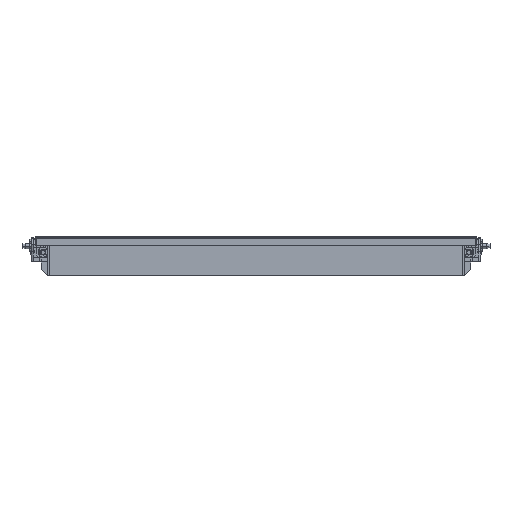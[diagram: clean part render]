
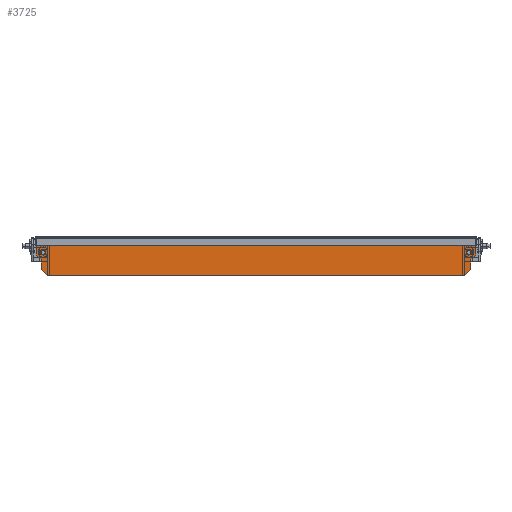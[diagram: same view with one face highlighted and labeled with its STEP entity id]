
A CAD part, front view. The second image highlights one B-rep face of the part: STEP entity #3725.
In plain terms, the highlighted planar face has unit normal (0, -1, 0).
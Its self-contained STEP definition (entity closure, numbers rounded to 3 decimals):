
#3725=ADVANCED_FACE('',(#8778,#8779,#8780),#8781,.T.);
#8778=FACE_BOUND('',#15828,.T.);
#8779=FACE_BOUND('',#15829,.T.);
#8780=FACE_OUTER_BOUND('',#15830,.T.);
#8781=PLANE('',#15831);
#15828=EDGE_LOOP('',(#24245,#24246));
#15829=EDGE_LOOP('',(#24247,#24248));
#15830=EDGE_LOOP('',(#24249,#24250,#24251,#24252,#24253,#24254,#24255,#24256,#24257,#24258));
#15831=AXIS2_PLACEMENT_3D('',#24259,#24260,#24261);
#24245=ORIENTED_EDGE('',*,*,#43328,.T.);
#24246=ORIENTED_EDGE('',*,*,#43398,.T.);
#24247=ORIENTED_EDGE('',*,*,#43323,.T.);
#24248=ORIENTED_EDGE('',*,*,#43402,.T.);
#24249=ORIENTED_EDGE('',*,*,#43408,.T.);
#24250=ORIENTED_EDGE('',*,*,#43414,.T.);
#24251=ORIENTED_EDGE('',*,*,#43415,.T.);
#24252=ORIENTED_EDGE('',*,*,#43416,.T.);
#24253=ORIENTED_EDGE('',*,*,#43417,.T.);
#24254=ORIENTED_EDGE('',*,*,#43360,.T.);
#24255=ORIENTED_EDGE('',*,*,#43418,.F.);
#24256=ORIENTED_EDGE('',*,*,#43380,.T.);
#24257=ORIENTED_EDGE('',*,*,#43419,.T.);
#24258=ORIENTED_EDGE('',*,*,#43410,.T.);
#24259=CARTESIAN_POINT('',(17.5,46.0,41.125));
#24260=DIRECTION('',(0.0,-1.0,0.0));
#24261=DIRECTION('',(0.0,0.0,-1.0));
#43323=EDGE_CURVE('',#51725,#51722,#51726,.T.);
#43328=EDGE_CURVE('',#51734,#51731,#51735,.T.);
#43360=EDGE_CURVE('',#51790,#51788,#51791,.T.);
#43380=EDGE_CURVE('',#51821,#51819,#51822,.T.);
#43398=EDGE_CURVE('',#51731,#51734,#51846,.T.);
#43402=EDGE_CURVE('',#51722,#51725,#51850,.T.);
#43408=EDGE_CURVE('',#51854,#51858,#51860,.T.);
#43410=EDGE_CURVE('',#51862,#51854,#51863,.T.);
#43414=EDGE_CURVE('',#51858,#51868,#51869,.T.);
#43415=EDGE_CURVE('',#51868,#51870,#51871,.T.);
#43416=EDGE_CURVE('',#51870,#51872,#51873,.T.);
#43417=EDGE_CURVE('',#51872,#51790,#51874,.T.);
#43418=EDGE_CURVE('',#51821,#51788,#51875,.T.);
#43419=EDGE_CURVE('',#51819,#51862,#51876,.T.);
#51722=VERTEX_POINT('',#63876);
#51725=VERTEX_POINT('',#63880);
#51726=CIRCLE('',#63881,3.3);
#51731=VERTEX_POINT('',#63887);
#51734=VERTEX_POINT('',#63891);
#51735=CIRCLE('',#63892,3.3);
#51788=VERTEX_POINT('',#63959);
#51790=VERTEX_POINT('',#63961);
#51791=LINE('',#63962,#63963);
#51819=VERTEX_POINT('',#64002);
#51821=VERTEX_POINT('',#64005);
#51822=LINE('',#64006,#64007);
#51846=CIRCLE('',#64036,3.3);
#51850=CIRCLE('',#64040,3.3);
#51854=VERTEX_POINT('',#64044);
#51858=VERTEX_POINT('',#64050);
#51860=LINE('',#64053,#64054);
#51862=VERTEX_POINT('',#64056);
#51863=LINE('',#64057,#64058);
#51868=VERTEX_POINT('',#64065);
#51869=LINE('',#64066,#64067);
#51870=VERTEX_POINT('',#64068);
#51871=LINE('',#64069,#64070);
#51872=VERTEX_POINT('',#64071);
#51873=LINE('',#64072,#64073);
#51874=LINE('',#64074,#64075);
#51875=LINE('',#64076,#64077);
#51876=LINE('',#64078,#64079);
#63876=CARTESIAN_POINT('',(28.8,46.0,28.5));
#63880=CARTESIAN_POINT('',(22.2,46.0,28.5));
#63881=AXIS2_PLACEMENT_3D('',#82773,#82774,#82775);
#63887=CARTESIAN_POINT('',(544.8,46.0,28.5));
#63891=CARTESIAN_POINT('',(538.2,46.0,28.5));
#63892=AXIS2_PLACEMENT_3D('',#82781,#82782,#82783);
#63959=CARTESIAN_POINT('',(549.5,46.0,45.5));
#63961=CARTESIAN_POINT('',(549.5,46.0,25.2));
#63962=CARTESIAN_POINT('',(549.5,46.0,22.75));
#63963=VECTOR('',#82828,1.0);
#64002=CARTESIAN_POINT('',(17.5,46.0,25.2));
#64005=CARTESIAN_POINT('',(17.5,46.0,45.5));
#64006=CARTESIAN_POINT('',(17.5,46.0,22.75));
#64007=VECTOR('',#82853,1.0);
#64036=AXIS2_PLACEMENT_3D('',#82883,#82884,#82885);
#64040=AXIS2_PLACEMENT_3D('',#82889,#82890,#82891);
#64044=CARTESIAN_POINT('',(23.2,46.0,7.5));
#64050=CARTESIAN_POINT('',(30.7,46.0,0.0));
#64053=CARTESIAN_POINT('',(14.467,46.0,16.233));
#64054=VECTOR('',#82895,1.0);
#64056=CARTESIAN_POINT('',(23.2,46.0,19.5));
#64057=CARTESIAN_POINT('',(23.2,46.0,25.313));
#64058=VECTOR('',#82896,1.0);
#64065=CARTESIAN_POINT('',(536.3,46.0,0.0));
#64066=CARTESIAN_POINT('',(283.5,46.0,0.0));
#64067=VECTOR('',#82899,1.0);
#64068=CARTESIAN_POINT('',(543.8,46.0,7.5));
#64069=CARTESIAN_POINT('',(419.533,46.0,-116.767));
#64070=VECTOR('',#82900,1.0);
#64071=CARTESIAN_POINT('',(543.8,46.0,19.5));
#64072=CARTESIAN_POINT('',(543.8,46.0,25.313));
#64073=VECTOR('',#82901,1.0);
#64074=CARTESIAN_POINT('',(419.399,46.0,-104.901));
#64075=VECTOR('',#82902,1.0);
#64076=CARTESIAN_POINT('',(17.5,46.0,45.5));
#64077=VECTOR('',#82903,1.0);
#64078=CARTESIAN_POINT('',(14.601,46.0,28.099));
#64079=VECTOR('',#82904,1.0);
#82773=CARTESIAN_POINT('',(25.5,46.0,28.5));
#82774=DIRECTION('',(-0.0,1.0,0.0));
#82775=DIRECTION('',(1.0,0.0,0.0));
#82781=CARTESIAN_POINT('',(541.5,46.0,28.5));
#82782=DIRECTION('',(-0.0,1.0,0.0));
#82783=DIRECTION('',(1.0,0.0,0.0));
#82828=DIRECTION('',(0.0,0.0,1.0));
#82853=DIRECTION('',(0.0,0.0,-1.0));
#82883=CARTESIAN_POINT('',(541.5,46.0,28.5));
#82884=DIRECTION('',(-0.0,1.0,0.0));
#82885=DIRECTION('',(1.0,0.0,0.0));
#82889=CARTESIAN_POINT('',(25.5,46.0,28.5));
#82890=DIRECTION('',(-0.0,1.0,0.0));
#82891=DIRECTION('',(1.0,0.0,0.0));
#82895=DIRECTION('',(0.707,0.0,-0.707));
#82896=DIRECTION('',(-0.0,-0.0,-1.0));
#82899=DIRECTION('',(1.0,0.0,0.0));
#82900=DIRECTION('',(0.707,0.0,0.707));
#82901=DIRECTION('',(-0.0,0.0,1.0));
#82902=DIRECTION('',(0.707,0.0,0.707));
#82903=DIRECTION('',(1.0,0.0,0.0));
#82904=DIRECTION('',(0.707,0.0,-0.707));
